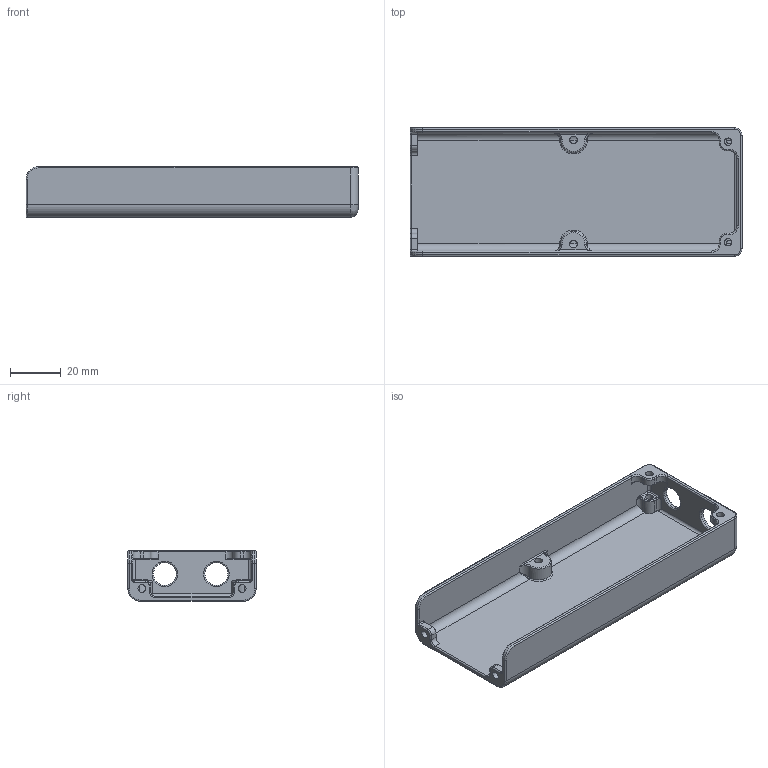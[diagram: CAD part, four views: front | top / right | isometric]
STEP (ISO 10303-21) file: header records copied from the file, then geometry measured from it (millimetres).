
FILE_DESCRIPTION(/* description */ (''),/* implementation_level */ '2;1');
FILE_NAME(/* name */ 'EMFI_Top.step',/* time_stamp */ '2023-10-16T17:10:27+05:30',/* author */ (''),/* organization */ (''),/* preprocessor_version */ 'ST-DEVELOPER v20',/* originating_system */ 'Autodesk Translation Framework v12.14.0.127',/* authorisation */ '');
FILE_SCHEMA (('AUTOMOTIVE_DESIGN { 1 0 10303 214 3 1 1 }'));
Length unit declared in the file: millimetre
Products named in the file (1): FusionComponent
Bounding box: 130.6 x 50.5 x 20 mm (x, y, z)
Volume: 24332.8 mm3; surface area: 24355.1 mm2
Topology: 1 solids, 1 shells, 180 faces, 442 edges, 256 vertices
Faces by surface type: cylinder 86, torus 38, plane 34, bspline 22
Full cylindrical faces by diameter (mm): 3 x8, 9 x2
Entity records: 6052 total; most frequent: CARTESIAN_POINT 1837, DIRECTION 910, ORIENTED_EDGE 860, EDGE_CURVE 430, AXIS2_PLACEMENT_3D 371, VERTEX_POINT 256, CIRCLE 212, EDGE_LOOP 196
